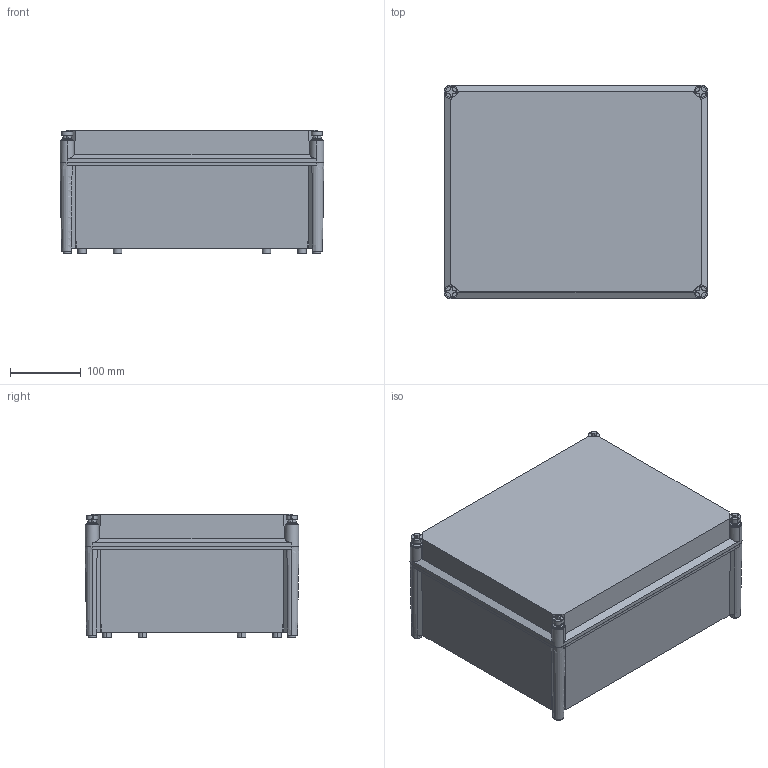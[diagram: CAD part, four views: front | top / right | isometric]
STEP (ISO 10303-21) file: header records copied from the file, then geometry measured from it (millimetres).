
FILE_DESCRIPTION(('CATIA V5R24 STEP','CAx-IF Rec.Pracs.--- Model Styling and Organization---1.2---2011-12-15'),'2;1');
FILE_NAME ('D1445905_0', '2018-08-23T05:38:26+00:00', ('Weidmueller Interface'), ('Weidmueller'), 'CATIA Version 5-6 Release 2014 SP4 HF52', 'CATIA V5 STEP AP214', 'none');
FILE_SCHEMA(('AUTOMOTIVE_DESIGN { 1 0 10303 214 1 1 1 1 }'));
Length unit declared in the file: millimetre
Products named in the file (1): 49927_TBF_373018
Bounding box: 372.1 x 301.6 x 174 mm (x, y, z)
Volume: 1515711.9 mm3; surface area: 918699.3 mm2
Topology: 18 solids, 18 shells, 895 faces, 2278 edges, 1486 vertices
Faces by surface type: plane 439, cylinder 400, cone 56
Entity records: 29251 total; most frequent: CARTESIAN_POINT 7940, ORIENTED_EDGE 4556, DIRECTION 3844, EDGE_CURVE 2278, AXIS2_PLACEMENT_3D 1735, VERTEX_POINT 1486, VECTOR 1215, LINE 1215
